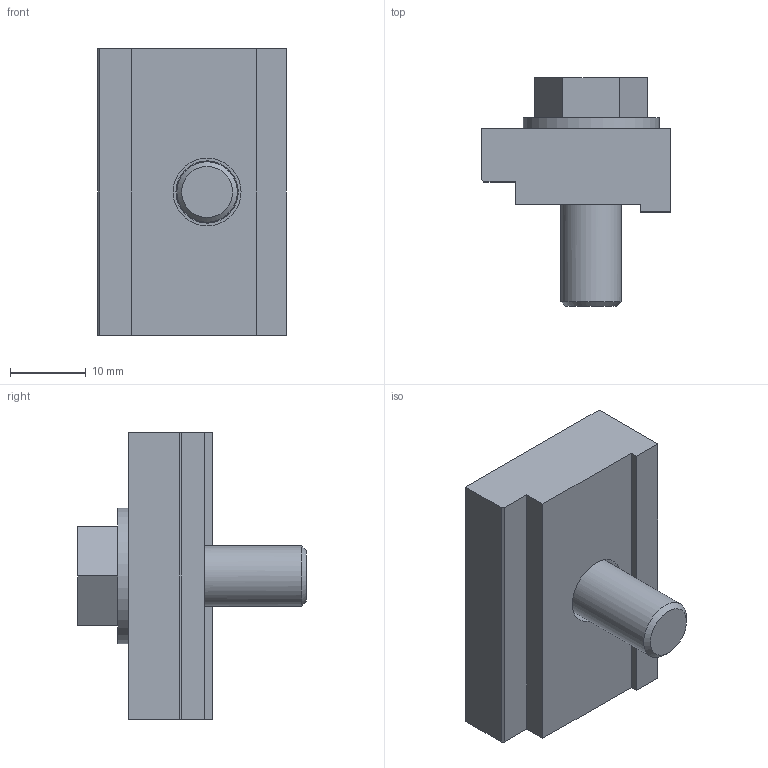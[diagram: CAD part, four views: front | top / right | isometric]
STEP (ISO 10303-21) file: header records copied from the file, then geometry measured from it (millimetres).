
FILE_DESCRIPTION( ( 'STEP AP214' ), '1' );
FILE_NAME( '5206020.step', '2010-06-10T09:30:37', ( ' ' ), ( ' ' ), 'XStep 1.0', ' ', ' ' );
FILE_SCHEMA( ( 'automotive_design' ) );
Length unit declared in the file: millimetre
Products named in the file (1): 1
Bounding box: 25 x 30.3 x 38 mm (x, y, z)
Volume: 10830.3 mm3; surface area: 4474 mm2
Topology: 1 solids, 1 shells, 28 faces, 63 edges, 42 vertices
Faces by surface type: plane 22, cylinder 5, cone 1
Full cylindrical faces by diameter (mm): 8 x2, 8.25 x1, 9 x1, 18 x1
Entity records: 999 total; most frequent: CARTESIAN_POINT 157, DIRECTION 121, ORIENTED_EDGE 110, EDGE_CURVE 55, LINE 45, VECTOR 45, VERTEX_POINT 40, EDGE_LOOP 39
